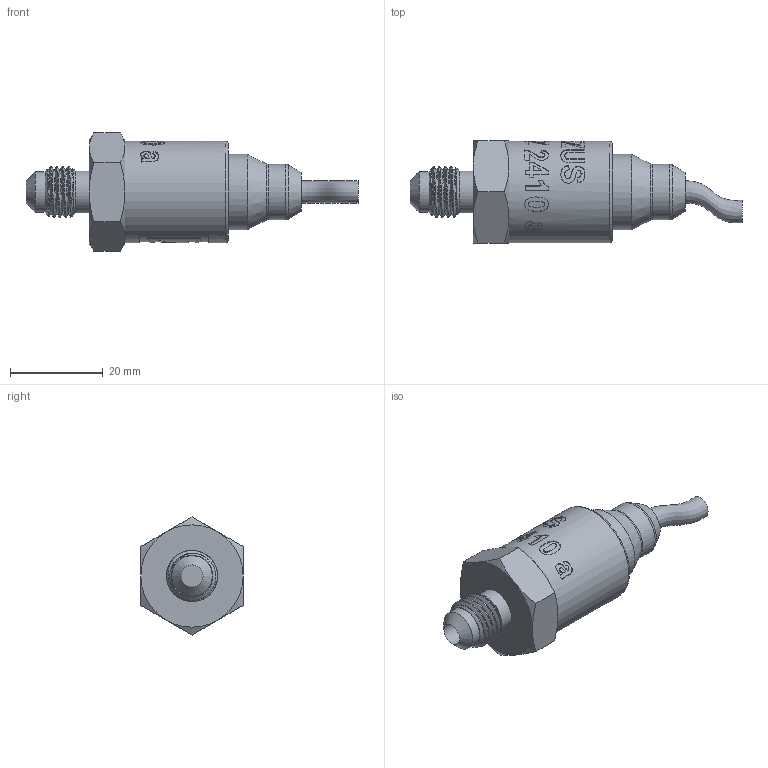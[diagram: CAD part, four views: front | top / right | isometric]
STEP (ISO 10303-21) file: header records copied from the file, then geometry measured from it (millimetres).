
FILE_DESCRIPTION(/* description */ (''),/* implementation_level */ '2;1');
FILE_NAME(/* name */ 'APZ2410a_7''16-20UNF_Cab.step',/* time_stamp */ '2021-07-15T12:09:19+03:00',/* author */ (''),/* organization */ (''),/* preprocessor_version */ 'ST-DEVELOPER v18.1',/* originating_system */ 'Autodesk Translation Framework v10.9.0.1377',/* authorisation */ '');
FILE_SCHEMA (('AUTOMOTIVE_DESIGN { 1 0 10303 214 3 1 1 }'));
Length unit declared in the file: millimetre
Products named in the file (3): АПЗ 2410 a - filled (not 100% correct
); 7/16-20 UNF; #17045
Assembly tree (2 placements, depth 2):
  АПЗ 2410 a - filled (not 100% correct
)
    7/16-20 UNF
    #17045
Bounding box: 71.47 x 22 x 25.4 mm (x, y, z)
Volume: 14453.1 mm3; surface area: 6431.2 mm2
Topology: 3 solids, 3 shells, 355 faces, 931 edges, 614 vertices
Faces by surface type: bspline 249, cylinder 48, plane 35, cone 18, torus 5
Full cylindrical faces by diameter (mm): 4.78 x1, 4.8 x2, 7.2 x1, 8.74 x1, 9 x1, 9.601 x4, 11.011 x3, 12 x1, 13.5 x1, 16.2 x1, 17.8 x1, 19 x1, 21.2 x2, 21.8 x1
Entity records: 17032 total; most frequent: CARTESIAN_POINT 9956, ORIENTED_EDGE 1862, EDGE_CURVE 931, DIRECTION 685, VERTEX_POINT 614, B_SPLINE_CURVE_WITH_KNOTS 520, EDGE_LOOP 389, FACE_OUTER_BOUND 355
